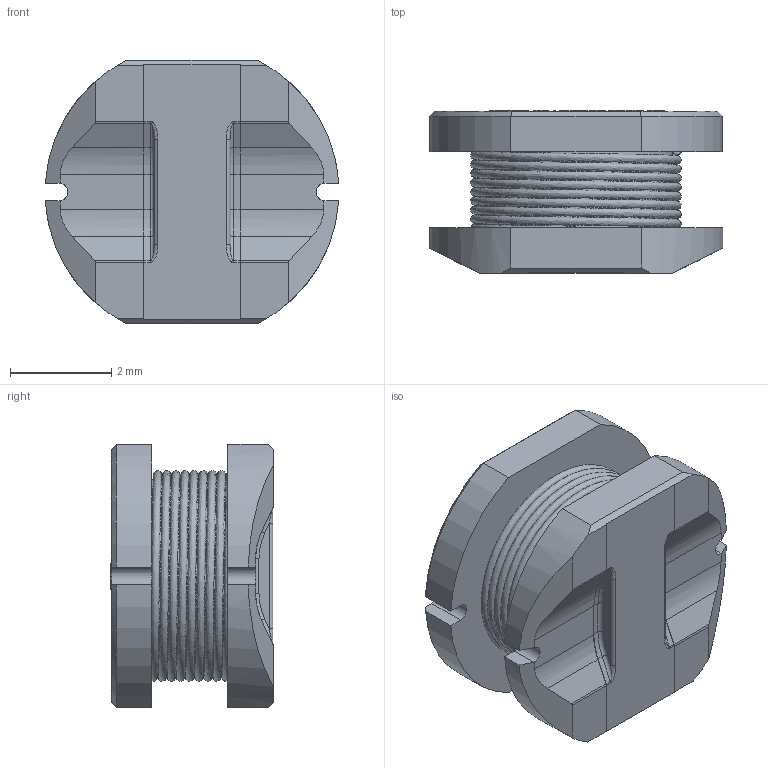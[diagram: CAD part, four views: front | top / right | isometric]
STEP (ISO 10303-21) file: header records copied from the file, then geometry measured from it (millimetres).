
FILE_DESCRIPTION (( 'STEP AP214' ), '1' );
FILE_NAME ('ASPI-0503H.STEP', '2015-11-12T11:37:07', ( 'STR' ), ( '' ), 'SwSTEP 2.0', 'SolidWorks 2012', '' );
FILE_SCHEMA (( 'AUTOMOTIVE_DESIGN' ));
Length unit declared in the file: millimetre
Products named in the file (1): ASPI-0503H
Bounding box: 5.79 x 3.21 x 5.2 mm (x, y, z)
Volume: 58.5 mm3; surface area: 175.3 mm2
Topology: 1 solids, 1 shells, 221 faces, 588 edges, 385 vertices
Faces by surface type: plane 110, bspline 66, cylinder 37, cone 4, torus 4
Full cylindrical faces by diameter (mm): 3.8 x1
Entity records: 12879 total; most frequent: CARTESIAN_POINT 6252, ORIENTED_EDGE 1170, DIRECTION 809, EDGE_CURVE 585, VERTEX_POINT 384, VECTOR 353, LINE 353, EDGE_LOOP 241
